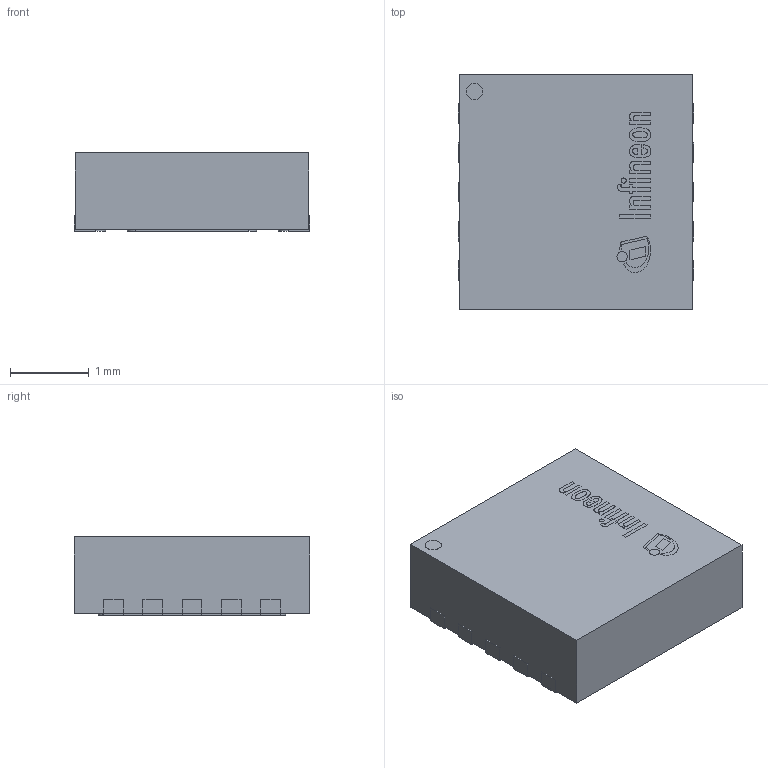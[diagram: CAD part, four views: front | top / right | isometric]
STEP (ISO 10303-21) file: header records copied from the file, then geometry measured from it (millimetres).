
FILE_DESCRIPTION(/* description */ (''),/* implementation_level */ '2;1');
FILE_NAME(/* name */ 'PG-VSON-10-901_Z8B00211627_V01_3D.stp',/* time_stamp */ '2021-10-18T22:50:17+05:00',/* author */ ('janartha'),/* organization */ (''),/* preprocessor_version */ 'ST-DEVELOPER v16.13',/* originating_system */ 'AutoCAD Mechanical',/* authorisation */ '');
FILE_SCHEMA (('AUTOMOTIVE_DESIGN { 1 0 10303 214 3 1 1 }'));
Length unit declared in the file: millimetre
Products named in the file (1): Product
Bounding box: 3 x 3 x 1 mm (x, y, z)
Surface area: 43.8 mm2
Topology: 25 solids, 25 shells, 195 faces, 432 edges, 288 vertices
Faces by surface type: plane 155, cylinder 22, bspline 18
Full cylindrical faces by diameter (mm): 0.065 x1, 0.131 x1, 0.206 x2
Entity records: 5541 total; most frequent: CARTESIAN_POINT 1318, ORIENTED_EDGE 856, DIRECTION 792, EDGE_CURVE 428, LINE 348, VECTOR 348, VERTEX_POINT 288, AXIS2_PLACEMENT_3D 222
